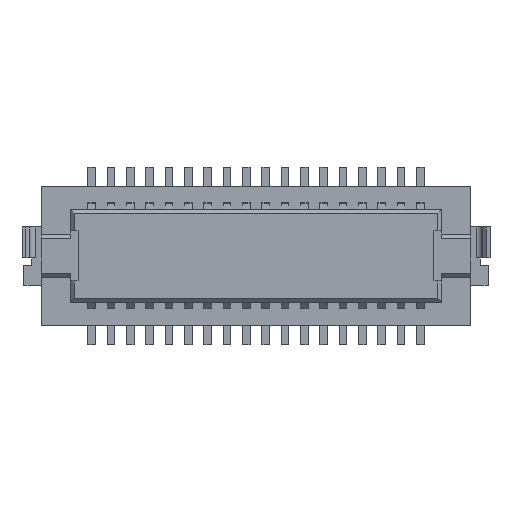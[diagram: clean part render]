
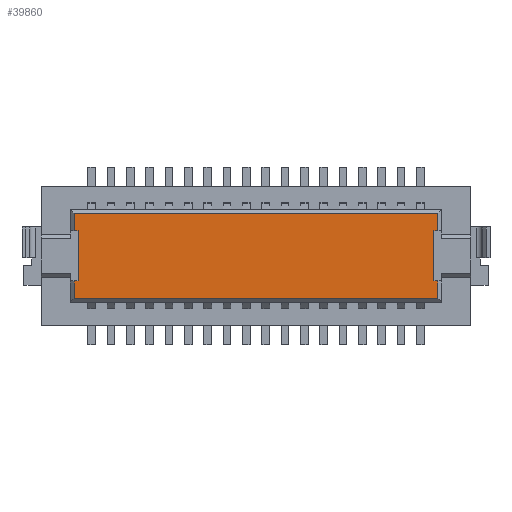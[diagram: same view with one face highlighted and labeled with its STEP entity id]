
A CAD part, top view. The second image highlights one B-rep face of the part: STEP entity #39860.
In plain terms, the highlighted planar face has unit normal (0, 0, 1).
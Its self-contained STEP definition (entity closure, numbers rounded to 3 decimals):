
#38630=CARTESIAN_POINT('',(-1.85,2.6,2.7));
#38640=VERTEX_POINT('',#38630);
#38720=CARTESIAN_POINT('',(7.55,2.6,2.7));
#38730=VERTEX_POINT('',#38720);
#38760=CARTESIAN_POINT('',(-1.85,2.6,2.7));
#38770=DIRECTION('',(1.,0.,0.));
#38780=VECTOR('',#38770,1.);
#38790=LINE('',#38760,#38780);
#38800=EDGE_CURVE('',#38640,#38730,#38790,.T.);
#38920=CARTESIAN_POINT('',(-0.622,0.333,2.7));
#38930=DIRECTION('',(0.,0.,1.));
#38940=DIRECTION('',(1.,0.,0.));
#38950=AXIS2_PLACEMENT_3D('',#38920,#38930,#38940);
#38960=PLANE('',#38950);
#38970=CARTESIAN_POINT('',(-1.85,0.85,2.7));
#38980=DIRECTION('',(0.,-1.,0.));
#38990=VECTOR('',#38980,1.);
#39000=LINE('',#38970,#38990);
#39010=CARTESIAN_POINT('',(-1.85,0.85,2.7));
#39020=VERTEX_POINT('',#39010);
#39030=CARTESIAN_POINT('',(-1.85,0.4,2.7));
#39040=VERTEX_POINT('',#39030);
#39050=EDGE_CURVE('',#39020,#39040,#39000,.T.);
#39060=ORIENTED_EDGE('',*,*,#39050,.T.);
#39070=CARTESIAN_POINT('',(-1.75,0.85,2.7));
#39080=DIRECTION('',(-1.,0.,0.));
#39090=VECTOR('',#39080,1.);
#39100=LINE('',#39070,#39090);
#39110=CARTESIAN_POINT('',(-1.75,0.85,2.7));
#39120=VERTEX_POINT('',#39110);
#39130=EDGE_CURVE('',#39120,#39020,#39100,.T.);
#39140=ORIENTED_EDGE('',*,*,#39130,.T.);
#39150=CARTESIAN_POINT('',(-1.75,2.15,2.7));
#39160=DIRECTION('',(0.,-1.,0.));
#39170=VECTOR('',#39160,1.);
#39180=LINE('',#39150,#39170);
#39190=CARTESIAN_POINT('',(-1.75,2.15,2.7));
#39200=VERTEX_POINT('',#39190);
#39210=EDGE_CURVE('',#39200,#39120,#39180,.T.);
#39220=ORIENTED_EDGE('',*,*,#39210,.T.);
#39230=CARTESIAN_POINT('',(-1.85,2.15,2.7));
#39240=DIRECTION('',(1.,0.,0.));
#39250=VECTOR('',#39240,1.);
#39260=LINE('',#39230,#39250);
#39270=CARTESIAN_POINT('',(-1.85,2.15,2.7));
#39280=VERTEX_POINT('',#39270);
#39290=EDGE_CURVE('',#39280,#39200,#39260,.T.);
#39300=ORIENTED_EDGE('',*,*,#39290,.T.);
#39310=CARTESIAN_POINT('',(-1.85,2.6,2.7));
#39320=DIRECTION('',(0.,-1.,0.));
#39330=VECTOR('',#39320,1.);
#39340=LINE('',#39310,#39330);
#39350=EDGE_CURVE('',#38640,#39280,#39340,.T.);
#39360=ORIENTED_EDGE('',*,*,#39350,.T.);
#39370=ORIENTED_EDGE('',*,*,#38800,.F.);
#39380=CARTESIAN_POINT('',(7.55,2.6,2.7));
#39390=DIRECTION('',(0.,-1.,0.));
#39400=VECTOR('',#39390,1.);
#39410=LINE('',#39380,#39400);
#39420=CARTESIAN_POINT('',(7.55,2.15,2.7));
#39430=VERTEX_POINT('',#39420);
#39440=EDGE_CURVE('',#38730,#39430,#39410,.T.);
#39450=ORIENTED_EDGE('',*,*,#39440,.F.);
#39460=CARTESIAN_POINT('',(7.55,2.15,2.7));
#39470=DIRECTION('',(-1.,0.,0.));
#39480=VECTOR('',#39470,1.);
#39490=LINE('',#39460,#39480);
#39500=CARTESIAN_POINT('',(7.45,2.15,2.7));
#39510=VERTEX_POINT('',#39500);
#39520=EDGE_CURVE('',#39430,#39510,#39490,.T.);
#39530=ORIENTED_EDGE('',*,*,#39520,.F.);
#39540=CARTESIAN_POINT('',(7.45,2.15,2.7));
#39550=DIRECTION('',(0.,-1.,0.));
#39560=VECTOR('',#39550,1.);
#39570=LINE('',#39540,#39560);
#39580=CARTESIAN_POINT('',(7.45,0.85,2.7));
#39590=VERTEX_POINT('',#39580);
#39600=EDGE_CURVE('',#39510,#39590,#39570,.T.);
#39610=ORIENTED_EDGE('',*,*,#39600,.F.);
#39620=CARTESIAN_POINT('',(7.45,0.85,2.7));
#39630=DIRECTION('',(1.,0.,0.));
#39640=VECTOR('',#39630,1.);
#39650=LINE('',#39620,#39640);
#39660=CARTESIAN_POINT('',(7.55,0.85,2.7));
#39670=VERTEX_POINT('',#39660);
#39680=EDGE_CURVE('',#39590,#39670,#39650,.T.);
#39690=ORIENTED_EDGE('',*,*,#39680,.F.);
#39700=CARTESIAN_POINT('',(7.55,0.85,2.7));
#39710=DIRECTION('',(0.,-1.,0.));
#39720=VECTOR('',#39710,1.);
#39730=LINE('',#39700,#39720);
#39740=CARTESIAN_POINT('',(7.55,0.4,2.7));
#39750=VERTEX_POINT('',#39740);
#39760=EDGE_CURVE('',#39670,#39750,#39730,.T.);
#39770=ORIENTED_EDGE('',*,*,#39760,.F.);
#39780=CARTESIAN_POINT('',(7.55,0.4,2.7));
#39790=DIRECTION('',(-1.,0.,0.));
#39800=VECTOR('',#39790,1.);
#39810=LINE('',#39780,#39800);
#39820=EDGE_CURVE('',#39750,#39040,#39810,.T.);
#39830=ORIENTED_EDGE('',*,*,#39820,.F.);
#39840=EDGE_LOOP('',(#39830,#39770,#39690,#39610,#39530,#39450,#39370,
#39360,#39300,#39220,#39140,#39060));
#39850=FACE_OUTER_BOUND('',#39840,.T.);
#39860=ADVANCED_FACE('',(#39850),#38960,.T.);
